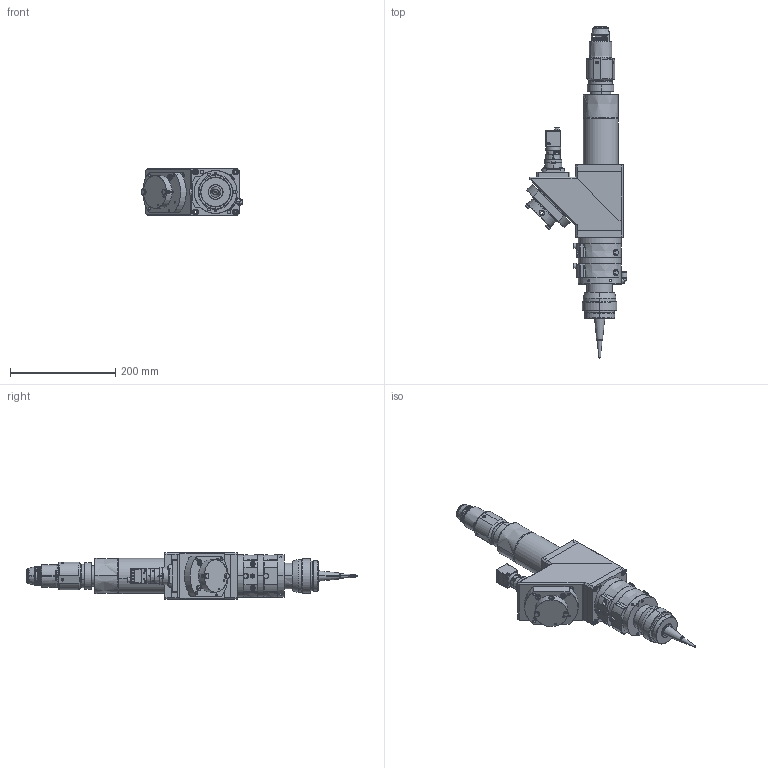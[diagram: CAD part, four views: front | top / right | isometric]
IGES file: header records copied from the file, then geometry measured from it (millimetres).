
Start section: SolidWorks IGES file using analytic representation for surfaces
Global section: file name: 990073-1_1.IGS; native system: SolidWorks 2019; preprocessor: SolidWorks 2019; author: aarakelyan; date: 200326.095812; units: inch
Bounding box: 193.32 x 630.88 x 88.9 mm (x, y, z)
Surface area: 258691.8 mm2 (no closed solid volume)
Topology: 0 solids, 0 shells, 1194 faces, 33257 edges, 38213 vertices
Faces by surface type: revolution 723, bspline 471
